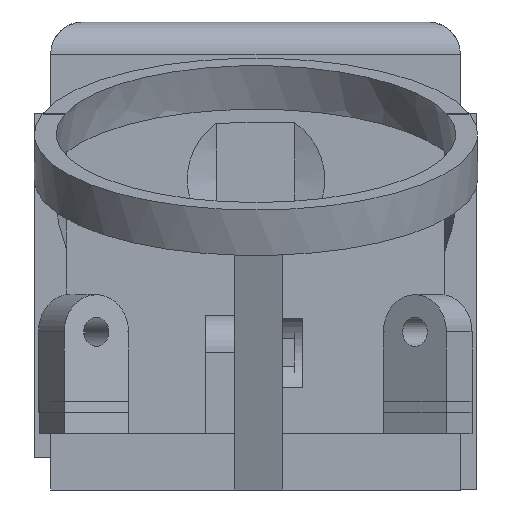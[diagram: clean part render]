
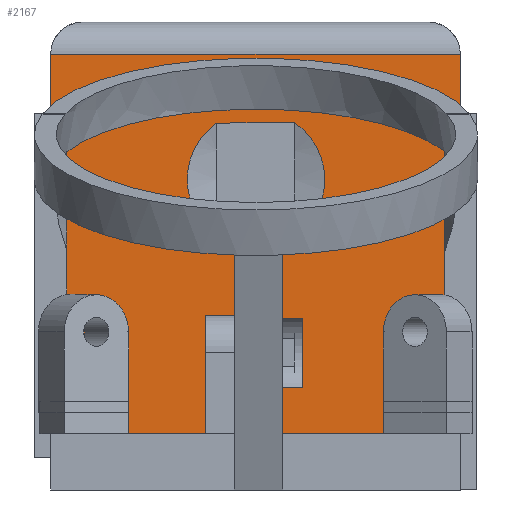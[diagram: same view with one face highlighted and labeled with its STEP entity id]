
A CAD part, left-side view. The second image highlights one B-rep face of the part: STEP entity #2167.
In plain terms, the highlighted planar face has unit normal (-1, 0, 0).
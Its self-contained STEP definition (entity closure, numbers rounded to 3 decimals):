
#41=FACE_BOUND('',#325,.T.);
#42=FACE_BOUND('',#326,.T.);
#54=ELLIPSE('',#2345,40.202,13.75);
#91=PLANE('',#2342);
#197=FACE_OUTER_BOUND('',#324,.T.);
#324=EDGE_LOOP('',(#1764,#1765,#1766,#1767,#1768,#1769,#1770,#1771,#1772,
#1773,#1774,#1775));
#325=EDGE_LOOP('',(#1776,#1777,#1778,#1779));
#326=EDGE_LOOP('',(#1780,#1781));
#517=LINE('',#3382,#761);
#527=LINE('',#3401,#771);
#531=LINE('',#3410,#775);
#535=LINE('',#3417,#779);
#545=LINE('',#3453,#789);
#547=LINE('',#3457,#791);
#548=LINE('',#3459,#792);
#549=LINE('',#3461,#793);
#550=LINE('',#3463,#794);
#551=LINE('',#3465,#795);
#552=LINE('',#3467,#796);
#553=LINE('',#3468,#797);
#554=LINE('',#3471,#798);
#555=LINE('',#3475,#799);
#556=LINE('',#3480,#800);
#761=VECTOR('',#2711,10.);
#771=VECTOR('',#2723,10.);
#775=VECTOR('',#2731,10.);
#779=VECTOR('',#2735,10.);
#789=VECTOR('',#2781,10.);
#791=VECTOR('',#2785,10.);
#792=VECTOR('',#2786,10.);
#793=VECTOR('',#2787,10.);
#794=VECTOR('',#2788,10.);
#795=VECTOR('',#2789,10.);
#796=VECTOR('',#2790,10.);
#797=VECTOR('',#2791,10.);
#798=VECTOR('',#2792,10.);
#799=VECTOR('',#2795,10.);
#800=VECTOR('',#2800,10.);
#912=CIRCLE('',#2343,4.262);
#913=CIRCLE('',#2344,4.262);
#1064=VERTEX_POINT('',#3379);
#1065=VERTEX_POINT('',#3381);
#1072=VERTEX_POINT('',#3398);
#1073=VERTEX_POINT('',#3400);
#1076=VERTEX_POINT('',#3409);
#1079=VERTEX_POINT('',#3415);
#1088=VERTEX_POINT('',#3456);
#1089=VERTEX_POINT('',#3458);
#1090=VERTEX_POINT('',#3460);
#1091=VERTEX_POINT('',#3462);
#1092=VERTEX_POINT('',#3464);
#1093=VERTEX_POINT('',#3466);
#1094=VERTEX_POINT('',#3469);
#1095=VERTEX_POINT('',#3470);
#1096=VERTEX_POINT('',#3472);
#1097=VERTEX_POINT('',#3474);
#1098=VERTEX_POINT('',#3477);
#1099=VERTEX_POINT('',#3478);
#1303=EDGE_CURVE('',#1064,#1065,#517,.T.);
#1313=EDGE_CURVE('',#1073,#1072,#527,.T.);
#1318=EDGE_CURVE('',#1076,#1073,#531,.T.);
#1322=EDGE_CURVE('',#1079,#1064,#535,.T.);
#1342=EDGE_CURVE('',#1065,#1072,#545,.T.);
#1344=EDGE_CURVE('',#1088,#1079,#547,.T.);
#1345=EDGE_CURVE('',#1089,#1088,#548,.T.);
#1346=EDGE_CURVE('',#1089,#1090,#549,.T.);
#1347=EDGE_CURVE('',#1090,#1091,#550,.T.);
#1348=EDGE_CURVE('',#1091,#1092,#551,.T.);
#1349=EDGE_CURVE('',#1092,#1093,#552,.T.);
#1350=EDGE_CURVE('',#1076,#1093,#553,.T.);
#1351=EDGE_CURVE('',#1094,#1095,#554,.T.);
#1352=EDGE_CURVE('',#1095,#1096,#912,.T.);
#1353=EDGE_CURVE('',#1096,#1097,#555,.T.);
#1354=EDGE_CURVE('',#1097,#1094,#913,.T.);
#1355=EDGE_CURVE('',#1098,#1099,#54,.T.);
#1356=EDGE_CURVE('',#1099,#1098,#556,.T.);
#1764=ORIENTED_EDGE('',*,*,#1318,.T.);
#1765=ORIENTED_EDGE('',*,*,#1313,.T.);
#1766=ORIENTED_EDGE('',*,*,#1342,.F.);
#1767=ORIENTED_EDGE('',*,*,#1303,.F.);
#1768=ORIENTED_EDGE('',*,*,#1322,.F.);
#1769=ORIENTED_EDGE('',*,*,#1344,.F.);
#1770=ORIENTED_EDGE('',*,*,#1345,.F.);
#1771=ORIENTED_EDGE('',*,*,#1346,.T.);
#1772=ORIENTED_EDGE('',*,*,#1347,.T.);
#1773=ORIENTED_EDGE('',*,*,#1348,.T.);
#1774=ORIENTED_EDGE('',*,*,#1349,.T.);
#1775=ORIENTED_EDGE('',*,*,#1350,.F.);
#1776=ORIENTED_EDGE('',*,*,#1351,.T.);
#1777=ORIENTED_EDGE('',*,*,#1352,.T.);
#1778=ORIENTED_EDGE('',*,*,#1353,.T.);
#1779=ORIENTED_EDGE('',*,*,#1354,.T.);
#1780=ORIENTED_EDGE('',*,*,#1355,.T.);
#1781=ORIENTED_EDGE('',*,*,#1356,.T.);
#2167=ADVANCED_FACE('',(#197,#41,#42),#91,.T.);
#2342=AXIS2_PLACEMENT_3D('',#3455,#2783,#2784);
#2343=AXIS2_PLACEMENT_3D('',#3473,#2793,#2794);
#2344=AXIS2_PLACEMENT_3D('',#3476,#2796,#2797);
#2345=AXIS2_PLACEMENT_3D('',#3479,#2798,#2799);
#2711=DIRECTION('',(0.,0.,1.));
#2723=DIRECTION('',(0.,0.,1.));
#2731=DIRECTION('',(0.,-1.,0.));
#2735=DIRECTION('',(0.,1.,0.));
#2781=DIRECTION('',(0.,-1.,0.));
#2783=DIRECTION('center_axis',(-1.,0.,0.));
#2784=DIRECTION('ref_axis',(0.,-1.,0.));
#2785=DIRECTION('',(0.,0.,-1.));
#2786=DIRECTION('',(0.,1.,0.));
#2787=DIRECTION('',(0.,0.,1.));
#2788=DIRECTION('',(0.,-1.,0.));
#2789=DIRECTION('',(0.,0.,-1.));
#2790=DIRECTION('',(0.,1.,0.));
#2791=DIRECTION('',(0.,0.,1.));
#2792=DIRECTION('',(0.,1.,0.008));
#2793=DIRECTION('center_axis',(1.,0.,0.));
#2794=DIRECTION('ref_axis',(0.,0.,-1.));
#2795=DIRECTION('',(0.,-1.,0.008));
#2796=DIRECTION('center_axis',(1.,0.,0.));
#2797=DIRECTION('ref_axis',(0.,0.,-1.));
#2798=DIRECTION('center_axis',(1.,0.,0.));
#2799=DIRECTION('ref_axis',(0.,0.,1.));
#2800=DIRECTION('',(0.,1.,0.));
#3379=CARTESIAN_POINT('',(12.017,-354.603,-14.5));
#3381=CARTESIAN_POINT('',(12.017,-354.603,9.));
#3382=CARTESIAN_POINT('',(12.017,-354.603,-18.));
#3398=CARTESIAN_POINT('',(12.017,-379.982,9.));
#3400=CARTESIAN_POINT('',(12.017,-379.982,-14.5));
#3401=CARTESIAN_POINT('',(12.017,-379.982,-18.));
#3409=CARTESIAN_POINT('',(12.017,-367.205,-14.5));
#3410=CARTESIAN_POINT('',(12.017,-360.948,-14.5));
#3415=CARTESIAN_POINT('',(12.017,-364.205,-14.5));
#3417=CARTESIAN_POINT('',(12.017,-361.008,-14.5));
#3453=CARTESIAN_POINT('',(12.017,-367.293,9.));
#3455=CARTESIAN_POINT('Origin',(12.017,-354.603,-18.));
#3456=CARTESIAN_POINT('',(12.017,-364.205,-7.719));
#3457=CARTESIAN_POINT('',(12.017,-364.205,-14.425));
#3458=CARTESIAN_POINT('',(12.017,-367.205,-7.719));
#3459=CARTESIAN_POINT('',(12.017,-367.205,-7.719));
#3460=CARTESIAN_POINT('',(12.017,-367.205,-7.345));
#3461=CARTESIAN_POINT('',(12.017,-367.205,-18.));
#3462=CARTESIAN_POINT('',(12.017,-370.205,-7.345));
#3463=CARTESIAN_POINT('',(12.017,-367.205,-7.345));
#3464=CARTESIAN_POINT('',(12.017,-370.205,-11.656));
#3465=CARTESIAN_POINT('',(12.017,-370.205,-14.35));
#3466=CARTESIAN_POINT('',(12.017,-367.205,-11.656));
#3467=CARTESIAN_POINT('',(12.017,-367.205,-11.656));
#3468=CARTESIAN_POINT('',(12.017,-367.205,-14.425));
#3469=CARTESIAN_POINT('',(12.017,-369.702,-2.302));
#3470=CARTESIAN_POINT('',(12.017,-364.892,-2.265));
#3471=CARTESIAN_POINT('',(12.017,-362.212,-2.245));
#3472=CARTESIAN_POINT('',(12.017,-364.892,4.735));
#3473=CARTESIAN_POINT('Origin',(12.017,-367.324,1.235));
#3474=CARTESIAN_POINT('',(12.017,-369.702,4.771));
#3475=CARTESIAN_POINT('',(12.017,-359.662,4.696));
#3476=CARTESIAN_POINT('Origin',(12.017,-367.324,1.235));
#3477=CARTESIAN_POINT('',(12.017,-362.27,5.608));
#3478=CARTESIAN_POINT('',(12.017,-372.377,5.608));
#3479=CARTESIAN_POINT('Origin',(12.017,-367.324,-31.78));
#3480=CARTESIAN_POINT('',(12.017,-360.964,5.608));
